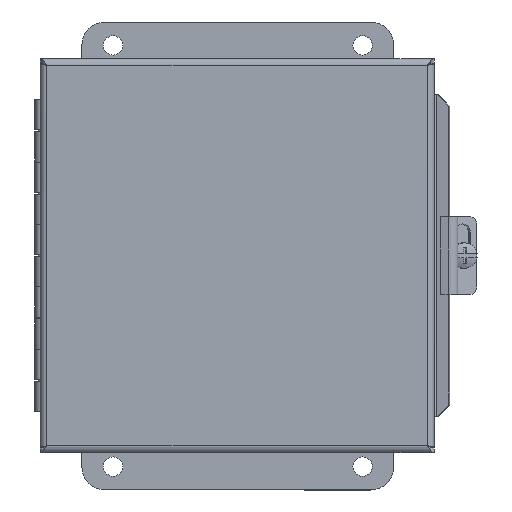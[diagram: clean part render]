
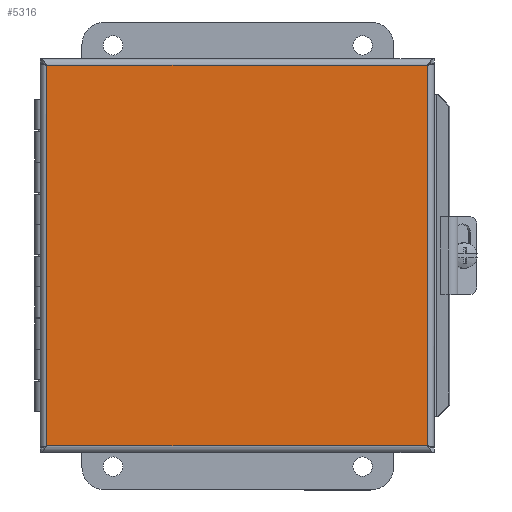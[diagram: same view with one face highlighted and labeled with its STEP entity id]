
A CAD part, top view. The second image highlights one B-rep face of the part: STEP entity #5316.
In plain terms, the highlighted face is planar.
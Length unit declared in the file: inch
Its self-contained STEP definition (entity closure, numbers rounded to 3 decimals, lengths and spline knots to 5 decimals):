
#325=PLANE('',#5983);
#629=FACE_OUTER_BOUND('',#962,.T.);
#962=EDGE_LOOP('',(#4283,#4284,#4285,#4286));
#1387=LINE('',#9190,#1869);
#1404=LINE('',#9322,#1886);
#1435=LINE('',#9473,#1917);
#1436=LINE('',#9476,#1918);
#1869=VECTOR('',#6937,0.3937);
#1886=VECTOR('',#6964,0.3937);
#1917=VECTOR('',#7047,0.3937);
#1918=VECTOR('',#7052,0.3937);
#2436=VERTEX_POINT('',#8959);
#2459=VERTEX_POINT('',#9102);
#2466=VERTEX_POINT('',#9189);
#2470=VERTEX_POINT('',#9236);
#3053=EDGE_CURVE('',#2466,#2459,#1387,.T.);
#3076=EDGE_CURVE('',#2436,#2470,#1404,.T.);
#3114=EDGE_CURVE('',#2459,#2436,#1435,.T.);
#3115=EDGE_CURVE('',#2470,#2466,#1436,.T.);
#4283=ORIENTED_EDGE('',*,*,#3053,.T.);
#4284=ORIENTED_EDGE('',*,*,#3114,.T.);
#4285=ORIENTED_EDGE('',*,*,#3076,.T.);
#4286=ORIENTED_EDGE('',*,*,#3115,.T.);
#5316=ADVANCED_FACE('',(#629),#325,.F.);
#5983=AXIS2_PLACEMENT_3D('',#9477,#7053,#7054);
#6937=DIRECTION('',(0.,-1.,0.));
#6964=DIRECTION('',(0.,1.,0.));
#7047=DIRECTION('',(-1.,0.,0.));
#7052=DIRECTION('',(1.,0.,0.));
#7053=DIRECTION('center_axis',(0.,0.,1.));
#7054=DIRECTION('ref_axis',(1.,0.,0.));
#8959=CARTESIAN_POINT('',(0.10525,0.10525,0.));
#9102=CARTESIAN_POINT('',(6.20725,0.10525,0.));
#9189=CARTESIAN_POINT('',(6.20725,6.20725,0.));
#9190=CARTESIAN_POINT('',(6.20725,4.68175,0.));
#9236=CARTESIAN_POINT('',(0.10525,6.20725,0.));
#9322=CARTESIAN_POINT('',(0.10525,1.63075,0.));
#9473=CARTESIAN_POINT('',(4.68175,0.10525,0.));
#9476=CARTESIAN_POINT('',(1.63075,6.20725,0.));
#9477=CARTESIAN_POINT('Origin',(3.15625,3.15625,0.));
